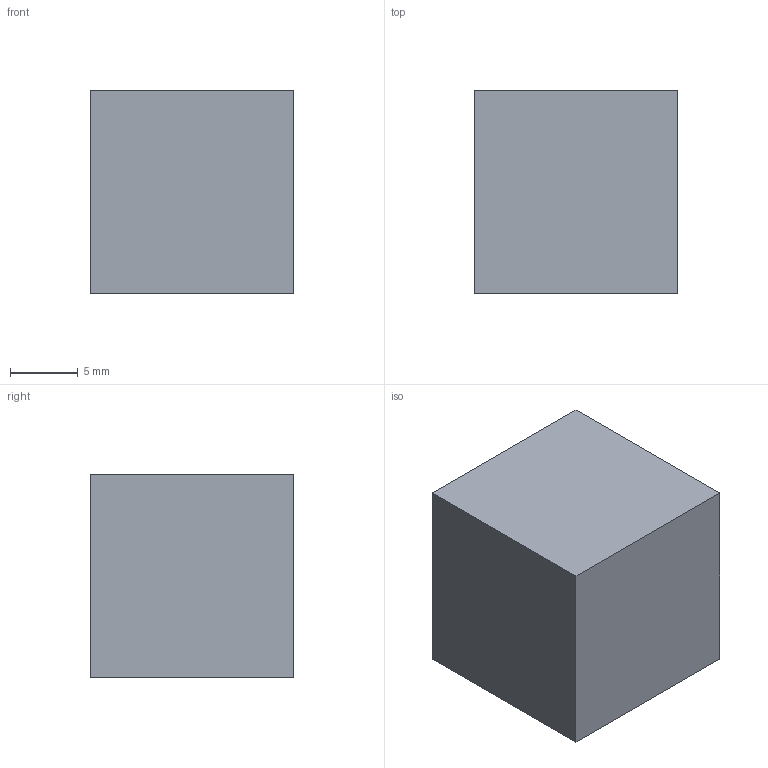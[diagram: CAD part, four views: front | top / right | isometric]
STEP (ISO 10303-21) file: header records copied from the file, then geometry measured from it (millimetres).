
FILE_DESCRIPTION (( 'STEP AP203' ), '1' );
FILE_NAME ('insert_tool.STEP', '2024-05-01T14:42:02', ( '' ), ( '' ), 'SwSTEP 2.0', 'SolidWorks 2023', '' );
FILE_SCHEMA (( 'CONFIG_CONTROL_DESIGN' ));
Length unit declared in the file: millimetre
Products named in the file (1): insert_tool
Bounding box: 15 x 15 x 15 mm (x, y, z)
Volume: 3245.1 mm3; surface area: 1475.7 mm2
Topology: 1 solids, 1 shells, 10 faces, 24 edges, 15 vertices
Faces by surface type: plane 6, cylinder 2, sphere 2
Entity records: 359 total; most frequent: DIRECTION 52, CARTESIAN_POINT 48, ORIENTED_EDGE 44, EDGE_CURVE 22, AXIS2_PLACEMENT_3D 19, VERTEX_POINT 15, LINE 14, VECTOR 14
